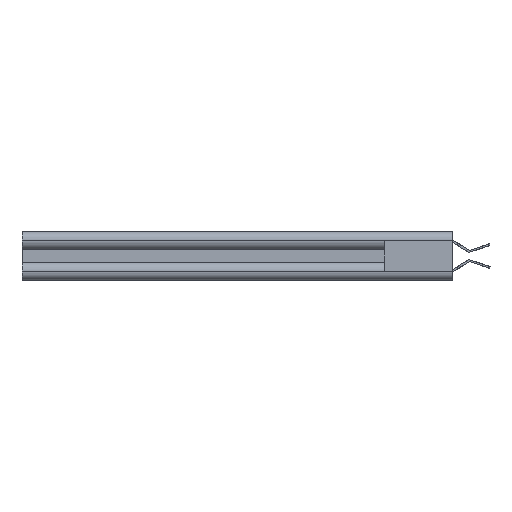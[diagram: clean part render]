
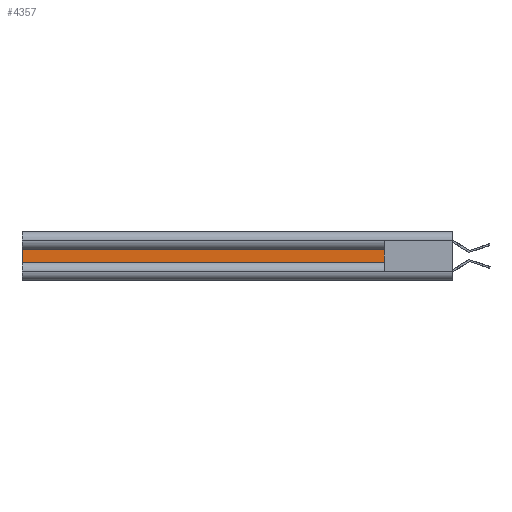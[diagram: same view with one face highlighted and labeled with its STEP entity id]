
A CAD part, left-side view. The second image highlights one B-rep face of the part: STEP entity #4357.
In plain terms, the highlighted planar face has unit normal (-1, 0, 0).
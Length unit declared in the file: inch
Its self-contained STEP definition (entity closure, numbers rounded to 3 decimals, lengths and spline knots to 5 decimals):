
#9 = ORIENTED_EDGE ( 'NONE', *, *, #20649, .T. ) ;
#565 = ORIENTED_EDGE ( 'NONE', *, *, #5894, .F. ) ;
#1003 = CARTESIAN_POINT ( 'NONE',  ( 0.044, 0.37012, -0.0465 ) ) ;
#3614 = LINE ( 'NONE', #17172, #12578 ) ;
#4357 = ADVANCED_FACE ( 'NONE', ( #9962 ), #7353, .F. ) ;
#4774 = VERTEX_POINT ( 'NONE', #8494 ) ;
#5073 = VERTEX_POINT ( 'NONE', #12661 ) ;
#5372 = VECTOR ( 'NONE', #9996, 39.37008 ) ;
#5894 = EDGE_CURVE ( 'NONE', #5073, #18522, #3614, .T. ) ;
#6926 = VERTEX_POINT ( 'NONE', #18112 ) ;
#7353 = PLANE ( 'NONE',  #7929 ) ;
#7929 = AXIS2_PLACEMENT_3D ( 'NONE', #10840, #19572, #9127 ) ;
#8442 = LINE ( 'NONE', #17746, #17198 ) ;
#8494 = CARTESIAN_POINT ( 'NONE',  ( 0.044, 3., 0.0465 ) ) ;
#8805 = DIRECTION ( 'NONE',  ( 0., 0., -1. ) ) ;
#9127 = DIRECTION ( 'NONE',  ( 0., 0., -1. ) ) ;
#9962 = FACE_OUTER_BOUND ( 'NONE', #12216, .T. ) ;
#9996 = DIRECTION ( 'NONE',  ( 0., 1., 0. ) ) ;
#10684 = LINE ( 'NONE', #1003, #5372 ) ;
#10840 = CARTESIAN_POINT ( 'NONE',  ( 0.044, 0.37012, -0.0465 ) ) ;
#11211 = EDGE_CURVE ( 'NONE', #18522, #6926, #10684, .T. ) ;
#12216 = EDGE_LOOP ( 'NONE', ( #14734, #9, #17288, #565 ) ) ;
#12578 = VECTOR ( 'NONE', #13789, 39.37008 ) ;
#12661 = CARTESIAN_POINT ( 'NONE',  ( 0.044, 0.473, 0.0465 ) ) ;
#13789 = DIRECTION ( 'NONE',  ( 0., 0., -1. ) ) ;
#14734 = ORIENTED_EDGE ( 'NONE', *, *, #20735, .T. ) ;
#14802 = LINE ( 'NONE', #17518, #18829 ) ;
#17172 = CARTESIAN_POINT ( 'NONE',  ( 0.044, 0.473, -0.0465 ) ) ;
#17198 = VECTOR ( 'NONE', #19483, 39.37008 ) ;
#17288 = ORIENTED_EDGE ( 'NONE', *, *, #11211, .F. ) ;
#17518 = CARTESIAN_POINT ( 'NONE',  ( 0.044, 3., -0.0465 ) ) ;
#17746 = CARTESIAN_POINT ( 'NONE',  ( 0.044, 0.37012, 0.0465 ) ) ;
#18112 = CARTESIAN_POINT ( 'NONE',  ( 0.044, 3., -0.0465 ) ) ;
#18522 = VERTEX_POINT ( 'NONE', #21601 ) ;
#18829 = VECTOR ( 'NONE', #8805, 39.37008 ) ;
#19483 = DIRECTION ( 'NONE',  ( 0., 1., 0. ) ) ;
#19572 = DIRECTION ( 'NONE',  ( 1., 0., 0. ) ) ;
#20649 = EDGE_CURVE ( 'NONE', #4774, #6926, #14802, .T. ) ;
#20735 = EDGE_CURVE ( 'NONE', #5073, #4774, #8442, .T. ) ;
#21601 = CARTESIAN_POINT ( 'NONE',  ( 0.044, 0.473, -0.0465 ) ) ;
